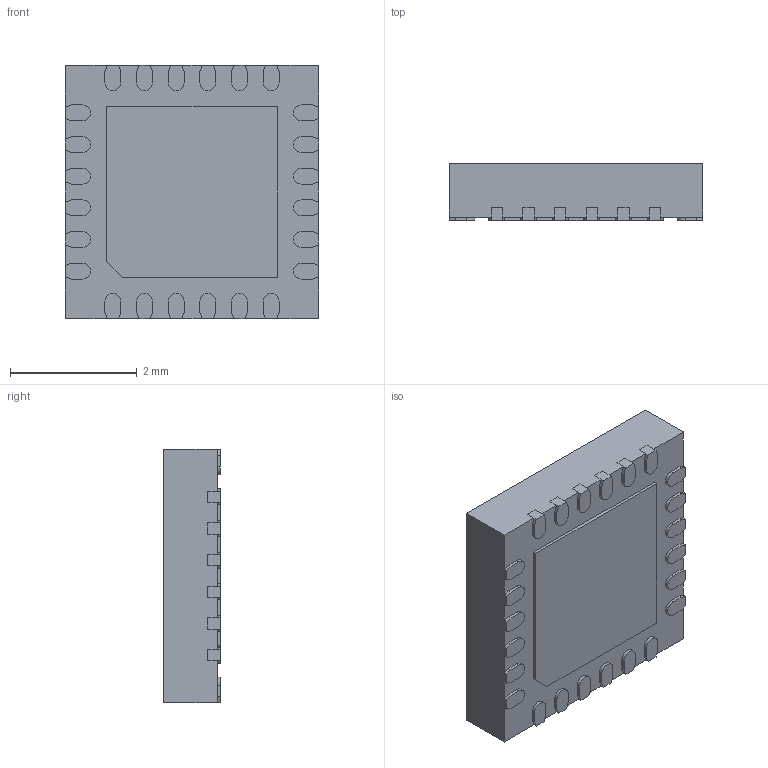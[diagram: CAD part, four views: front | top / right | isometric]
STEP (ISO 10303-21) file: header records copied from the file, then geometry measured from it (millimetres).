
FILE_DESCRIPTION (( 'STEP AP214' ), '1' );
FILE_NAME ('NPM1100-QDAB-R7.STEP', '2023-06-16T01:34:34', ( '' ), ( '' ), 'SwSTEP 2.0', 'SolidWorks 2021', '' );
FILE_SCHEMA (( 'AUTOMOTIVE_DESIGN' ));
Length unit declared in the file: millimetre
Products named in the file (1): NPM1100-QDAB-R7
Bounding box: 4 x 0.9 x 4 mm (x, y, z)
Volume: 14.1 mm3; surface area: 76.7 mm2
Topology: 27 solids, 27 shells, 378 faces, 966 edges, 644 vertices
Faces by surface type: plane 318, cylinder 60
Entity records: 11578 total; most frequent: CARTESIAN_POINT 1989, ORIENTED_EDGE 1932, DIRECTION 1844, EDGE_CURVE 966, LINE 846, VECTOR 846, VERTEX_POINT 644, AXIS2_PLACEMENT_3D 499
